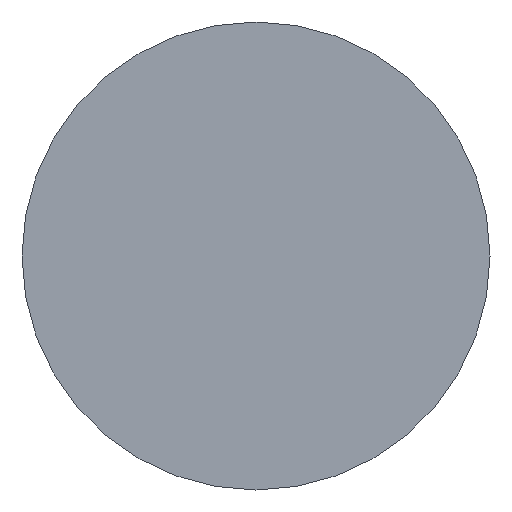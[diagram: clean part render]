
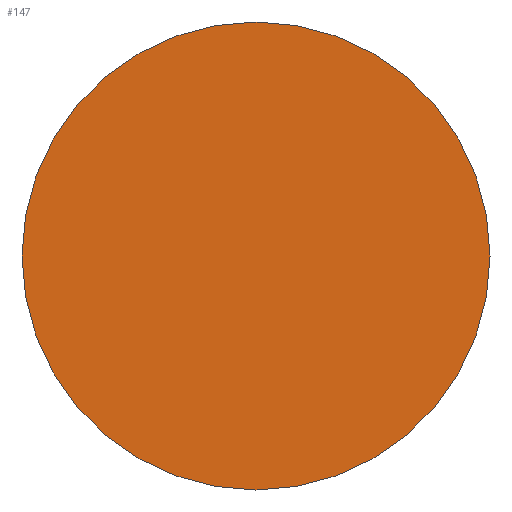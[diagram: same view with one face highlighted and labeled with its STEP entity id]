
A CAD part, front view. The second image highlights one B-rep face of the part: STEP entity #147.
In plain terms, the highlighted planar face has unit normal (0, -1, 0).
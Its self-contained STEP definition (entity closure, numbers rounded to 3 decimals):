
#18=PLANE('',#179);
#23=FACE_OUTER_BOUND('',#31,.T.);
#31=EDGE_LOOP('',(#103,#104));
#49=CIRCLE('',#180,17.);
#50=CIRCLE('',#181,17.);
#65=VERTEX_POINT('',#260);
#66=VERTEX_POINT('',#261);
#81=EDGE_CURVE('',#65,#66,#49,.T.);
#82=EDGE_CURVE('',#66,#65,#50,.T.);
#103=ORIENTED_EDGE('',*,*,#81,.T.);
#104=ORIENTED_EDGE('',*,*,#82,.T.);
#147=ADVANCED_FACE('',(#23),#18,.T.);
#179=AXIS2_PLACEMENT_3D('',#259,#211,#212);
#180=AXIS2_PLACEMENT_3D('',#262,#213,#214);
#181=AXIS2_PLACEMENT_3D('',#263,#215,#216);
#211=DIRECTION('center_axis',(0.,-1.,0.));
#212=DIRECTION('ref_axis',(0.,0.,-1.));
#213=DIRECTION('center_axis',(0.,-1.,0.));
#214=DIRECTION('ref_axis',(-1.,0.,0.));
#215=DIRECTION('center_axis',(0.,-1.,0.));
#216=DIRECTION('ref_axis',(-1.,0.,0.));
#259=CARTESIAN_POINT('Origin',(-8.5,0.,0.));
#260=CARTESIAN_POINT('',(-17.,0.,0.));
#261=CARTESIAN_POINT('',(0.,0.,17.));
#262=CARTESIAN_POINT('Origin',(0.,0.,0.));
#263=CARTESIAN_POINT('Origin',(0.,0.,0.));
